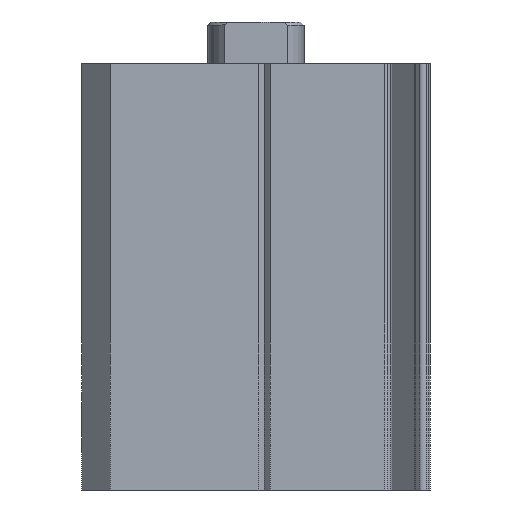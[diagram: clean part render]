
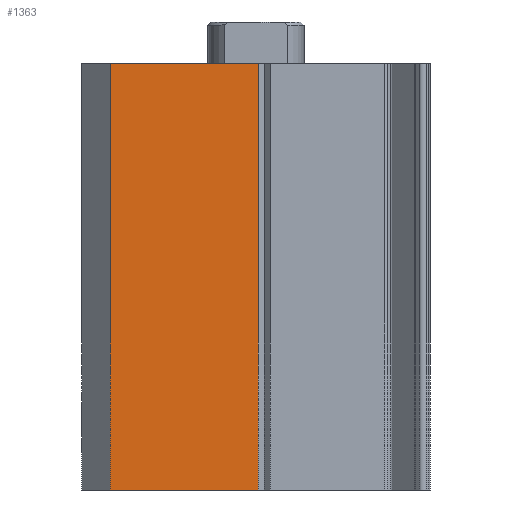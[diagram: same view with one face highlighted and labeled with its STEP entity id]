
A CAD part, left-side view. The second image highlights one B-rep face of the part: STEP entity #1363.
In plain terms, the highlighted planar face has unit normal (-1, 0, 0).
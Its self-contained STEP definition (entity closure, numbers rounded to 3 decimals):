
#50 = CARTESIAN_POINT ( 'NONE',  ( -14.5, 12.13, 17.75 ) ) ;
#171 = FACE_OUTER_BOUND ( 'NONE', #3885, .T. ) ;
#187 = ORIENTED_EDGE ( 'NONE', *, *, #2602, .F. ) ;
#251 = LINE ( 'NONE', #1567, #1533 ) ;
#463 = CARTESIAN_POINT ( 'NONE',  ( -14.5, -14.5, 17.75 ) ) ;
#582 = ORIENTED_EDGE ( 'NONE', *, *, #4120, .T. ) ;
#595 = AXIS2_PLACEMENT_3D ( 'NONE', #3907, #2639, #731 ) ;
#731 = DIRECTION ( 'NONE',  ( 0., 0., -1. ) ) ;
#891 = VECTOR ( 'NONE', #2071, 1000. ) ;
#1217 = VERTEX_POINT ( 'NONE', #2651 ) ;
#1293 = VERTEX_POINT ( 'NONE', #3982 ) ;
#1340 = PLANE ( 'NONE',  #595 ) ;
#1363 = ADVANCED_FACE ( 'NONE', ( #171 ), #1340, .F. ) ;
#1425 = LINE ( 'NONE', #1758, #3027 ) ;
#1467 = VECTOR ( 'NONE', #3777, 1000. ) ;
#1533 = VECTOR ( 'NONE', #1876, 1000. ) ;
#1567 = CARTESIAN_POINT ( 'NONE',  ( -14.5, -14.5, -17.75 ) ) ;
#1749 = LINE ( 'NONE', #463, #891 ) ;
#1758 = CARTESIAN_POINT ( 'NONE',  ( -14.5, -0.208, -17.75 ) ) ;
#1777 = DIRECTION ( 'NONE',  ( 0., 0., 1. ) ) ;
#1876 = DIRECTION ( 'NONE',  ( 0., -1., 0. ) ) ;
#2071 = DIRECTION ( 'NONE',  ( 0., -1., 0. ) ) ;
#2111 = VERTEX_POINT ( 'NONE', #2202 ) ;
#2172 = EDGE_CURVE ( 'NONE', #2111, #1217, #251, .T. ) ;
#2202 = CARTESIAN_POINT ( 'NONE',  ( -14.5, 12.13, -17.75 ) ) ;
#2602 = EDGE_CURVE ( 'NONE', #3518, #1293, #1749, .T. ) ;
#2639 = DIRECTION ( 'NONE',  ( 1., 0., 0. ) ) ;
#2651 = CARTESIAN_POINT ( 'NONE',  ( -14.5, -0.208, -17.75 ) ) ;
#2959 = ORIENTED_EDGE ( 'NONE', *, *, #2172, .T. ) ;
#3027 = VECTOR ( 'NONE', #1777, 1000. ) ;
#3161 = LINE ( 'NONE', #3468, #1467 ) ;
#3468 = CARTESIAN_POINT ( 'NONE',  ( -14.5, 12.13, 17.75 ) ) ;
#3518 = VERTEX_POINT ( 'NONE', #50 ) ;
#3645 = ORIENTED_EDGE ( 'NONE', *, *, #3881, .T. ) ;
#3777 = DIRECTION ( 'NONE',  ( 0., 0., -1. ) ) ;
#3881 = EDGE_CURVE ( 'NONE', #1217, #1293, #1425, .T. ) ;
#3885 = EDGE_LOOP ( 'NONE', ( #2959, #3645, #187, #582 ) ) ;
#3907 = CARTESIAN_POINT ( 'NONE',  ( -14.5, -14.5, 17.75 ) ) ;
#3982 = CARTESIAN_POINT ( 'NONE',  ( -14.5, -0.208, 17.75 ) ) ;
#4120 = EDGE_CURVE ( 'NONE', #3518, #2111, #3161, .T. ) ;
